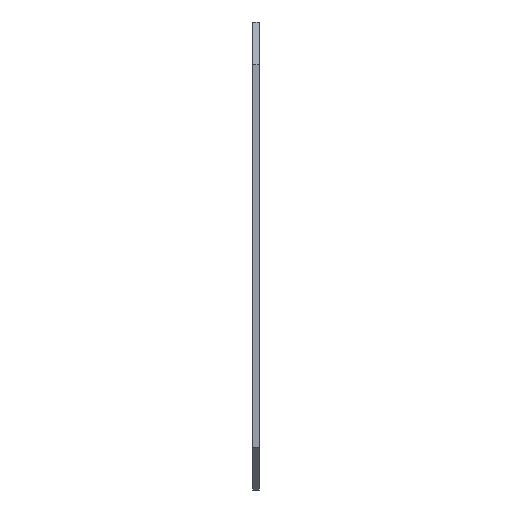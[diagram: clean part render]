
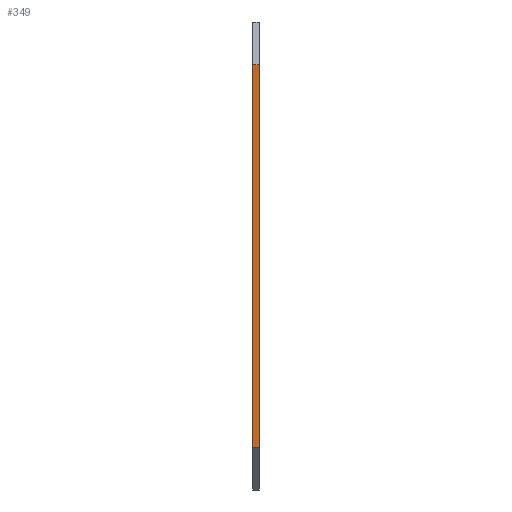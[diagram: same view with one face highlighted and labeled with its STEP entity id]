
A CAD part, left-side view. The second image highlights one B-rep face of the part: STEP entity #349.
In plain terms, the highlighted planar face has unit normal (-1, 0, 0).
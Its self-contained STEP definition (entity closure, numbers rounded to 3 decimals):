
#93 = CARTESIAN_POINT ( 'NONE',  ( -275., 5., 143. ) ) ;
#136 = CARTESIAN_POINT ( 'NONE',  ( -275., 5., -143. ) ) ;
#160 = CARTESIAN_POINT ( 'NONE',  ( -275., 0., -143. ) ) ;
#182 = VERTEX_POINT ( 'NONE', #136 ) ;
#199 = VECTOR ( 'NONE', #680, 1000. ) ;
#224 = PLANE ( 'NONE',  #775 ) ;
#233 = LINE ( 'NONE', #378, #199 ) ;
#252 = EDGE_CURVE ( 'NONE', #182, #358, #278, .T. ) ;
#273 = LINE ( 'NONE', #472, #587 ) ;
#275 = VECTOR ( 'NONE', #600, 1000. ) ;
#278 = LINE ( 'NONE', #480, #275 ) ;
#281 = LINE ( 'NONE', #533, #555 ) ;
#292 = ORIENTED_EDGE ( 'NONE', *, *, #252, .T. ) ;
#313 = EDGE_CURVE ( 'NONE', #182, #797, #273, .T. ) ;
#349 = ADVANCED_FACE ( 'NONE', ( #662 ), #224, .F. ) ;
#358 = VERTEX_POINT ( 'NONE', #160 ) ;
#360 = EDGE_LOOP ( 'NONE', ( #693, #789, #736, #292 ) ) ;
#378 = CARTESIAN_POINT ( 'NONE',  ( -275., 5., 143. ) ) ;
#384 = EDGE_CURVE ( 'NONE', #358, #556, #281, .T. ) ;
#407 = CARTESIAN_POINT ( 'NONE',  ( -275., 5., -175. ) ) ;
#472 = CARTESIAN_POINT ( 'NONE',  ( -275., 5., -175. ) ) ;
#480 = CARTESIAN_POINT ( 'NONE',  ( -275., 5., -143. ) ) ;
#481 = EDGE_CURVE ( 'NONE', #556, #797, #233, .T. ) ;
#533 = CARTESIAN_POINT ( 'NONE',  ( -275., 0., -175. ) ) ;
#555 = VECTOR ( 'NONE', #788, 1000. ) ;
#556 = VERTEX_POINT ( 'NONE', #629 ) ;
#587 = VECTOR ( 'NONE', #654, 1000. ) ;
#600 = DIRECTION ( 'NONE',  ( 0., -1., 0. ) ) ;
#629 = CARTESIAN_POINT ( 'NONE',  ( -275., 0., 143. ) ) ;
#654 = DIRECTION ( 'NONE',  ( 0., 0., 1. ) ) ;
#662 = FACE_OUTER_BOUND ( 'NONE', #360, .T. ) ;
#680 = DIRECTION ( 'NONE',  ( 0., 1., 0. ) ) ;
#693 = ORIENTED_EDGE ( 'NONE', *, *, #384, .T. ) ;
#731 = DIRECTION ( 'NONE',  ( 1., 0., 0. ) ) ;
#736 = ORIENTED_EDGE ( 'NONE', *, *, #313, .F. ) ;
#775 = AXIS2_PLACEMENT_3D ( 'NONE', #407, #731, #778 ) ;
#778 = DIRECTION ( 'NONE',  ( 0., 0., -1. ) ) ;
#788 = DIRECTION ( 'NONE',  ( 0., 0., 1. ) ) ;
#789 = ORIENTED_EDGE ( 'NONE', *, *, #481, .T. ) ;
#797 = VERTEX_POINT ( 'NONE', #93 ) ;
